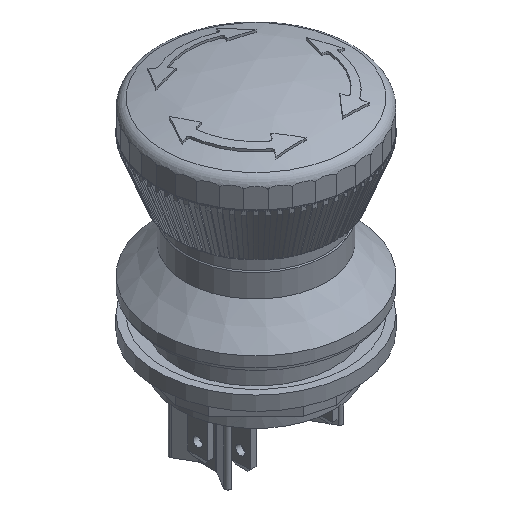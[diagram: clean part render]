
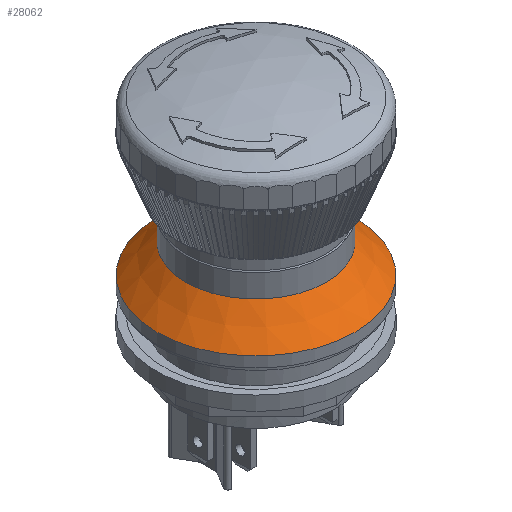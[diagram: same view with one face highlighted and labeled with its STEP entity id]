
A CAD part, isometric view. The second image highlights one B-rep face of the part: STEP entity #28062.
In plain terms, the highlighted conical face has half-angle 45 degrees and reference radius 11.963 mm.
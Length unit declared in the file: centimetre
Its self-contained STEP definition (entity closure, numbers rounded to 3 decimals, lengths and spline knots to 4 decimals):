
#454=CONICAL_SURFACE('',#29758,1.1962,45.);
#7602=FACE_BOUND('',#10144,.T.);
#8526=FACE_OUTER_BOUND('',#10143,.T.);
#10143=EDGE_LOOP('',(#23658));
#10144=EDGE_LOOP('',(#23659));
#10946=CIRCLE('',#29757,0.9925);
#10947=CIRCLE('',#29759,1.4);
#13262=VERTEX_POINT('',#44604);
#13263=VERTEX_POINT('',#44607);
#16870=EDGE_CURVE('',#13262,#13262,#10946,.T.);
#16871=EDGE_CURVE('',#13263,#13263,#10947,.T.);
#23658=ORIENTED_EDGE('',*,*,#16871,.F.);
#23659=ORIENTED_EDGE('',*,*,#16870,.T.);
#28062=ADVANCED_FACE('',(#8526,#7602),#454,.T.);
#29757=AXIS2_PLACEMENT_3D('',#44605,#35405,#35406);
#29758=AXIS2_PLACEMENT_3D('',#44606,#35407,#35408);
#29759=AXIS2_PLACEMENT_3D('',#44608,#35409,#35410);
#35405=DIRECTION('center_axis',(0.,0.,
-1.));
#35406=DIRECTION('ref_axis',(0.,-1.,0.));
#35407=DIRECTION('center_axis',(0.,0.,
-1.));
#35408=DIRECTION('ref_axis',(0.,-1.,0.));
#35409=DIRECTION('center_axis',(0.,0.,
-1.));
#35410=DIRECTION('ref_axis',(0.,-1.,0.));
#44604=CARTESIAN_POINT('',(0.,-0.9925,0.5575));
#44605=CARTESIAN_POINT('Origin',(0.,0.,
0.5575));
#44606=CARTESIAN_POINT('Origin',(0.,0.,
0.3537));
#44607=CARTESIAN_POINT('',(0.,-1.4,0.15));
#44608=CARTESIAN_POINT('Origin',(0.,0.,
0.15));
